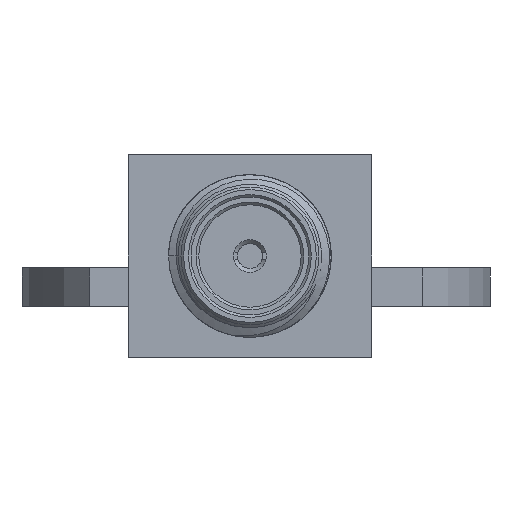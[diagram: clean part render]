
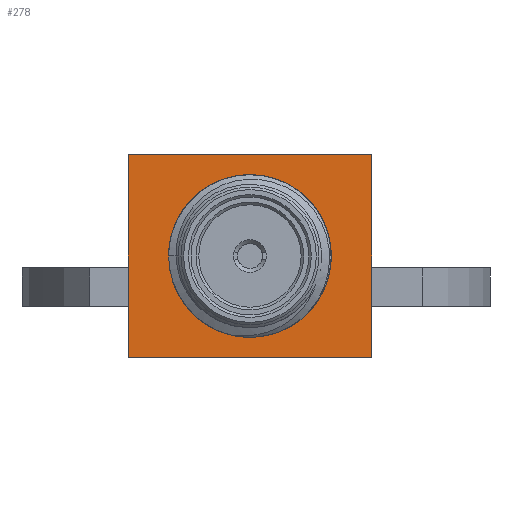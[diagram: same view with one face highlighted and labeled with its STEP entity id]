
A CAD part, left-side view. The second image highlights one B-rep face of the part: STEP entity #278.
In plain terms, the highlighted face is planar.
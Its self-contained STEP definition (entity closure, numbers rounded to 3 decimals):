
#54 = VERTEX_POINT('',#55);
#55 = CARTESIAN_POINT('',(4.19,-4.76,-3.58));
#61 = EDGE_CURVE('',#62,#54,#64,.T.);
#62 = VERTEX_POINT('',#63);
#63 = CARTESIAN_POINT('',(4.19,-4.76,4.34));
#64 = LINE('',#65,#66);
#65 = CARTESIAN_POINT('',(4.19,-4.76,4.34));
#66 = VECTOR('',#67,1.);
#67 = DIRECTION('',(0.,0.,-1.));
#202 = EDGE_CURVE('',#54,#203,#205,.T.);
#203 = VERTEX_POINT('',#204);
#204 = CARTESIAN_POINT('',(4.19,4.76,-3.58));
#205 = LINE('',#206,#207);
#206 = CARTESIAN_POINT('',(4.19,-4.76,-3.58));
#207 = VECTOR('',#208,1.);
#208 = DIRECTION('',(0.,1.,0.));
#278 = ADVANCED_FACE('',(#279,#297),#308,.T.);
#279 = FACE_BOUND('',#280,.T.);
#280 = EDGE_LOOP('',(#281,#289,#290,#291));
#281 = ORIENTED_EDGE('',*,*,#282,.T.);
#282 = EDGE_CURVE('',#283,#62,#285,.T.);
#283 = VERTEX_POINT('',#284);
#284 = CARTESIAN_POINT('',(4.19,4.76,4.34));
#285 = LINE('',#286,#287);
#286 = CARTESIAN_POINT('',(4.19,4.76,4.34));
#287 = VECTOR('',#288,1.);
#288 = DIRECTION('',(0.,-1.,0.));
#289 = ORIENTED_EDGE('',*,*,#61,.T.);
#290 = ORIENTED_EDGE('',*,*,#202,.T.);
#291 = ORIENTED_EDGE('',*,*,#292,.T.);
#292 = EDGE_CURVE('',#203,#283,#293,.T.);
#293 = LINE('',#294,#295);
#294 = CARTESIAN_POINT('',(4.19,4.76,-3.58));
#295 = VECTOR('',#296,1.);
#296 = DIRECTION('',(0.,0.,1.));
#297 = FACE_BOUND('',#298,.T.);
#298 = EDGE_LOOP('',(#299));
#299 = ORIENTED_EDGE('',*,*,#300,.T.);
#300 = EDGE_CURVE('',#301,#301,#303,.T.);
#301 = VERTEX_POINT('',#302);
#302 = CARTESIAN_POINT('',(4.19,-2.692,0.38));
#303 = CIRCLE('',#304,2.692);
#304 = AXIS2_PLACEMENT_3D('',#305,#306,#307);
#305 = CARTESIAN_POINT('',(4.19,0.,0.38));
#306 = DIRECTION('',(-1.,0.,0.));
#307 = DIRECTION('',(0.,-1.,0.));
#308 = PLANE('',#309);
#309 = AXIS2_PLACEMENT_3D('',#310,#311,#312);
#310 = CARTESIAN_POINT('',(4.19,0.,0.38));
#311 = DIRECTION('',(1.,0.,0.));
#312 = DIRECTION('',(0.,-0.,1.));
